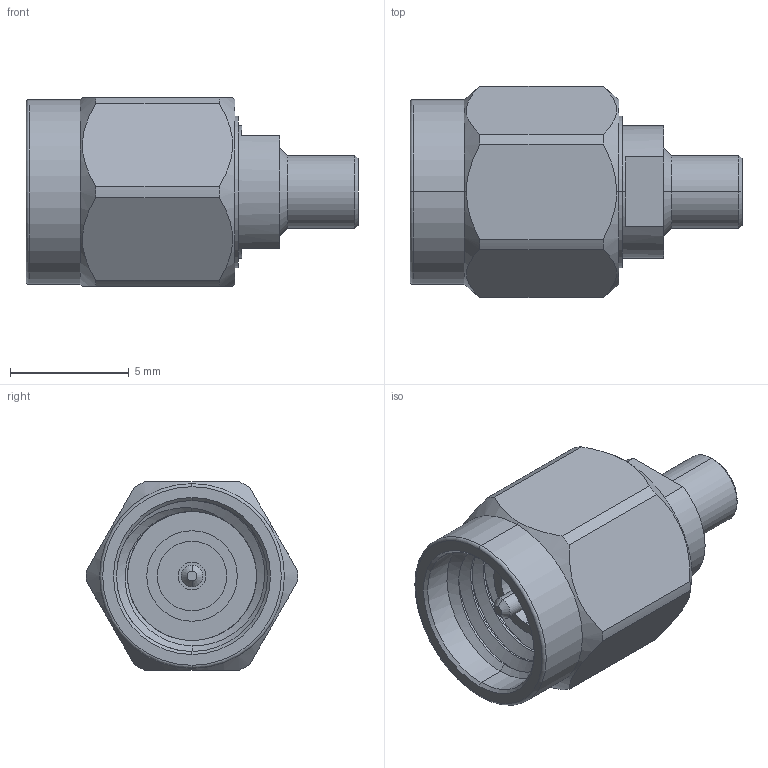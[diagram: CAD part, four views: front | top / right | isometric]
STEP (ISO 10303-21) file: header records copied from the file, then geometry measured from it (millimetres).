
FILE_DESCRIPTION (( 'STEP AP203' ), '1' );
FILE_NAME ('PE45415.step', '2019-02-15T16:50:24', ( '' ), ( '' ), 'SwSTEP 2.0', 'SolidWorks 2017', '' );
FILE_SCHEMA (( 'CONFIG_CONTROL_DESIGN' ));
Length unit declared in the file: inch
Products named in the file (1): PE45415
Bounding box: 13.97 x 8.88 x 7.92 mm (x, y, z)
Volume: 383 mm3; surface area: 629.1 mm2
Topology: 1 solids, 1 shells, 83 faces, 196 edges, 125 vertices
Faces by surface type: cylinder 39, plane 22, cone 17, bspline 3, torus 2
Entity records: 3700 total; most frequent: CARTESIAN_POINT 1768, ORIENTED_EDGE 392, DIRECTION 387, EDGE_CURVE 196, AXIS2_PLACEMENT_3D 159, VERTEX_POINT 125, EDGE_LOOP 93, FACE_OUTER_BOUND 83
